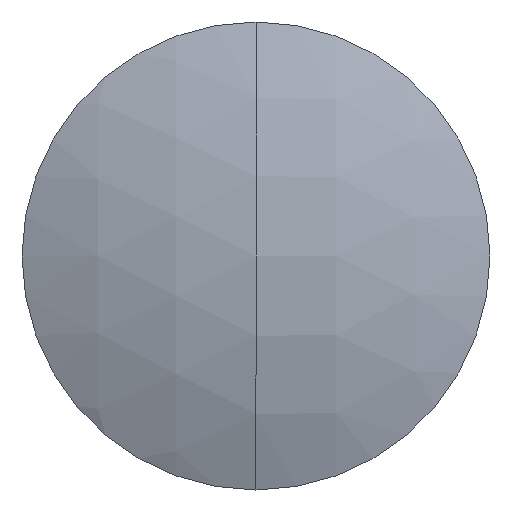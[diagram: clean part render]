
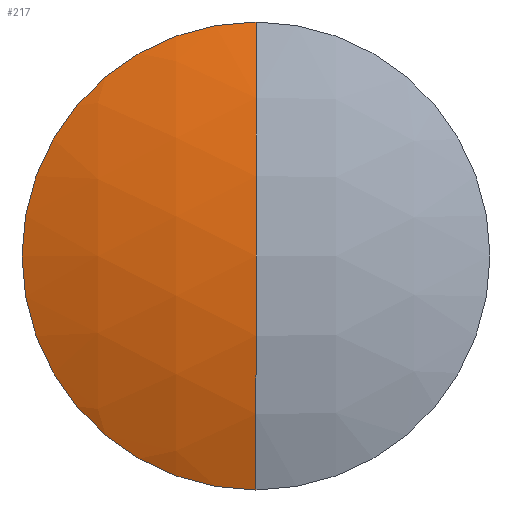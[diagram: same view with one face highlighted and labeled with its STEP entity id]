
A CAD part, left-side view. The second image highlights one B-rep face of the part: STEP entity #217.
In plain terms, the highlighted spherical face has radius 67.14 mm.
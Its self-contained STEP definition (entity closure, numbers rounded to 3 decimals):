
#5 = CARTESIAN_POINT ( 'NONE',  ( 141.919, 0., 25.4 ) ) ;
#21 = VERTEX_POINT ( 'NONE', #225 ) ;
#34 = CIRCLE ( 'NONE', #130, 67.14 ) ;
#37 = DIRECTION ( 'NONE',  ( 0., 0., 1. ) ) ;
#42 = DIRECTION ( 'NONE',  ( 0., 0., -1. ) ) ;
#46 = DIRECTION ( 'NONE',  ( 0., 1., 0. ) ) ;
#67 = AXIS2_PLACEMENT_3D ( 'NONE', #318, #333, #37 ) ;
#107 = ORIENTED_EDGE ( 'NONE', *, *, #297, .F. ) ;
#127 = EDGE_CURVE ( 'NONE', #219, #21, #319, .T. ) ;
#130 = AXIS2_PLACEMENT_3D ( 'NONE', #236, #224, #42 ) ;
#131 = CARTESIAN_POINT ( 'NONE',  ( 204.069, 0., 0. ) ) ;
#137 = AXIS2_PLACEMENT_3D ( 'NONE', #131, #46, #209 ) ;
#153 = FACE_OUTER_BOUND ( 'NONE', #282, .T. ) ;
#156 = ORIENTED_EDGE ( 'NONE', *, *, #127, .T. ) ;
#209 = DIRECTION ( 'NONE',  ( 0., 0., 1. ) ) ;
#217 = ADVANCED_FACE ( 'NONE', ( #153 ), #310, .T. ) ;
#219 = VERTEX_POINT ( 'NONE', #330 ) ;
#224 = DIRECTION ( 'NONE',  ( 0., -1., 0. ) ) ;
#225 = CARTESIAN_POINT ( 'NONE',  ( 136.929, 0., 0. ) ) ;
#227 = ORIENTED_EDGE ( 'NONE', *, *, #266, .T. ) ;
#235 = VERTEX_POINT ( 'NONE', #5 ) ;
#236 = CARTESIAN_POINT ( 'NONE',  ( 204.069, 0., 0. ) ) ;
#253 = CIRCLE ( 'NONE', #67, 25.4 ) ;
#266 = EDGE_CURVE ( 'NONE', #235, #219, #253, .T. ) ;
#267 = DIRECTION ( 'NONE',  ( 0., 1., 0. ) ) ;
#282 = EDGE_LOOP ( 'NONE', ( #227, #156, #107 ) ) ;
#297 = EDGE_CURVE ( 'NONE', #235, #21, #34, .T. ) ;
#299 = CARTESIAN_POINT ( 'NONE',  ( 204.069, 0., 0. ) ) ;
#310 = SPHERICAL_SURFACE ( 'NONE', #317, 67.14 ) ;
#317 = AXIS2_PLACEMENT_3D ( 'NONE', #299, #267, #324 ) ;
#318 = CARTESIAN_POINT ( 'NONE',  ( 141.919, 0., 0. ) ) ;
#319 = CIRCLE ( 'NONE', #137, 67.14 ) ;
#324 = DIRECTION ( 'NONE',  ( 0., 0., 1. ) ) ;
#330 = CARTESIAN_POINT ( 'NONE',  ( 141.919, 0., -25.4 ) ) ;
#333 = DIRECTION ( 'NONE',  ( -1., 0., 0. ) ) ;
